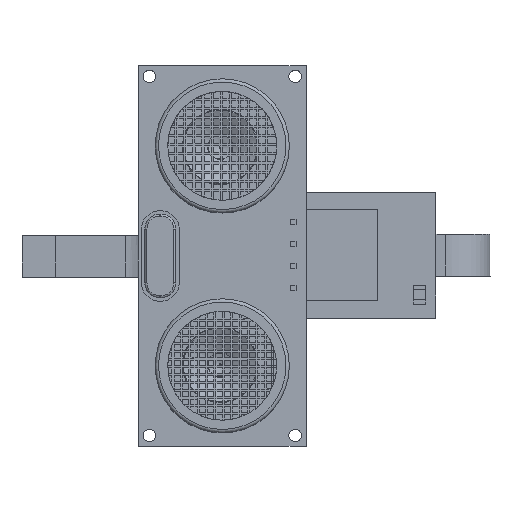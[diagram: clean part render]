
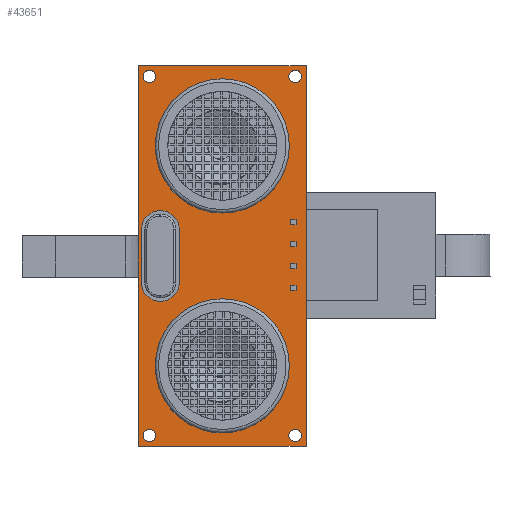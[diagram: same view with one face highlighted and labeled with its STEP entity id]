
A CAD part, top view. The second image highlights one B-rep face of the part: STEP entity #43651.
In plain terms, the highlighted planar face has unit normal (0, 0, 1).
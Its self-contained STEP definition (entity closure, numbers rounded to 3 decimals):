
#43083 = EDGE_CURVE('',#43084,#43084,#43086,.T.);
#43084 = VERTEX_POINT('',#43085);
#43085 = CARTESIAN_POINT('',(-22.175,8.7,1.61));
#43086 = CIRCLE('',#43087,0.75);
#43087 = AXIS2_PLACEMENT_3D('',#43088,#43089,#43090);
#43088 = CARTESIAN_POINT('',(-21.425,8.7,1.61));
#43089 = DIRECTION('',(0.,0.,-1.));
#43090 = DIRECTION('',(1.,0.,0.));
#43115 = EDGE_CURVE('',#43116,#43116,#43118,.T.);
#43116 = VERTEX_POINT('',#43117);
#43117 = CARTESIAN_POINT('',(20.675,-8.7,1.61));
#43118 = CIRCLE('',#43119,0.75);
#43119 = AXIS2_PLACEMENT_3D('',#43120,#43121,#43122);
#43120 = CARTESIAN_POINT('',(21.425,-8.7,1.61));
#43121 = DIRECTION('',(0.,0.,-1.));
#43122 = DIRECTION('',(1.,0.,0.));
#43147 = EDGE_CURVE('',#43148,#43148,#43150,.T.);
#43148 = VERTEX_POINT('',#43149);
#43149 = CARTESIAN_POINT('',(5.12,0.,1.61));
#43150 = CIRCLE('',#43151,8.);
#43151 = AXIS2_PLACEMENT_3D('',#43152,#43153,#43154);
#43152 = CARTESIAN_POINT('',(13.12,0.,1.61));
#43153 = DIRECTION('',(0.,0.,-1.));
#43154 = DIRECTION('',(1.,0.,0.));
#43190 = VERTEX_POINT('',#43191);
#43191 = CARTESIAN_POINT('',(-5.4,7.436,1.61));
#43197 = EDGE_CURVE('',#43198,#43190,#43200,.T.);
#43198 = VERTEX_POINT('',#43199);
#43199 = CARTESIAN_POINT('',(-5.4,7.336,1.61));
#43200 = LINE('',#43201,#43202);
#43201 = CARTESIAN_POINT('',(-5.4,7.336,1.61));
#43202 = VECTOR('',#43203,1.);
#43203 = DIRECTION('',(0.,1.,0.));
#43222 = VERTEX_POINT('',#43223);
#43223 = CARTESIAN_POINT('',(-3.2,5.136,1.61));
#43229 = EDGE_CURVE('',#43222,#43198,#43230,.T.);
#43230 = CIRCLE('',#43231,2.2);
#43231 = AXIS2_PLACEMENT_3D('',#43232,#43233,#43234);
#43232 = CARTESIAN_POINT('',(-3.2,7.336,1.61));
#43233 = DIRECTION('',(0.,0.,-1.));
#43234 = DIRECTION('',(-1.,0.,0.));
#43261 = EDGE_CURVE('',#43262,#43222,#43264,.T.);
#43262 = VERTEX_POINT('',#43263);
#43263 = CARTESIAN_POINT('',(3.2,5.136,1.61));
#43264 = LINE('',#43265,#43266);
#43265 = CARTESIAN_POINT('',(3.2,5.136,1.61));
#43266 = VECTOR('',#43267,1.);
#43267 = DIRECTION('',(-1.,0.,0.));
#43286 = VERTEX_POINT('',#43287);
#43287 = CARTESIAN_POINT('',(5.4,7.336,1.61));
#43293 = EDGE_CURVE('',#43286,#43262,#43294,.T.);
#43294 = CIRCLE('',#43295,2.2);
#43295 = AXIS2_PLACEMENT_3D('',#43296,#43297,#43298);
#43296 = CARTESIAN_POINT('',(3.2,7.336,1.61));
#43297 = DIRECTION('',(0.,0.,-1.));
#43298 = DIRECTION('',(0.,-1.,0.));
#43325 = EDGE_CURVE('',#43326,#43286,#43328,.T.);
#43326 = VERTEX_POINT('',#43327);
#43327 = CARTESIAN_POINT('',(5.4,7.436,1.61));
#43328 = LINE('',#43329,#43330);
#43329 = CARTESIAN_POINT('',(5.4,7.436,1.61));
#43330 = VECTOR('',#43331,1.);
#43331 = DIRECTION('',(0.,-1.,0.));
#43350 = VERTEX_POINT('',#43351);
#43351 = CARTESIAN_POINT('',(3.2,9.636,1.61));
#43357 = EDGE_CURVE('',#43350,#43326,#43358,.T.);
#43358 = CIRCLE('',#43359,2.2);
#43359 = AXIS2_PLACEMENT_3D('',#43360,#43361,#43362);
#43360 = CARTESIAN_POINT('',(3.2,7.436,1.61));
#43361 = DIRECTION('',(0.,0.,-1.));
#43362 = DIRECTION('',(1.,0.,0.));
#43389 = EDGE_CURVE('',#43390,#43350,#43392,.T.);
#43390 = VERTEX_POINT('',#43391);
#43391 = CARTESIAN_POINT('',(-3.2,9.636,1.61));
#43392 = LINE('',#43393,#43394);
#43393 = CARTESIAN_POINT('',(-3.2,9.636,1.61));
#43394 = VECTOR('',#43395,1.);
#43395 = DIRECTION('',(1.,0.,0.));
#43412 = EDGE_CURVE('',#43190,#43390,#43413,.T.);
#43413 = CIRCLE('',#43414,2.2);
#43414 = AXIS2_PLACEMENT_3D('',#43415,#43416,#43417);
#43415 = CARTESIAN_POINT('',(-3.2,7.436,1.61));
#43416 = DIRECTION('',(0.,0.,-1.));
#43417 = DIRECTION('',(0.,1.,0.));
#43435 = EDGE_CURVE('',#43436,#43436,#43438,.T.);
#43436 = VERTEX_POINT('',#43437);
#43437 = CARTESIAN_POINT('',(20.675,8.7,1.61));
#43438 = CIRCLE('',#43439,0.75);
#43439 = AXIS2_PLACEMENT_3D('',#43440,#43441,#43442);
#43440 = CARTESIAN_POINT('',(21.425,8.7,1.61));
#43441 = DIRECTION('',(0.,0.,-1.));
#43442 = DIRECTION('',(1.,0.,0.));
#43467 = EDGE_CURVE('',#43468,#43468,#43470,.T.);
#43468 = VERTEX_POINT('',#43469);
#43469 = CARTESIAN_POINT('',(-22.175,-8.7,1.61));
#43470 = CIRCLE('',#43471,0.75);
#43471 = AXIS2_PLACEMENT_3D('',#43472,#43473,#43474);
#43472 = CARTESIAN_POINT('',(-21.425,-8.7,1.61));
#43473 = DIRECTION('',(0.,0.,-1.));
#43474 = DIRECTION('',(1.,0.,0.));
#43499 = EDGE_CURVE('',#43500,#43500,#43502,.T.);
#43500 = VERTEX_POINT('',#43501);
#43501 = CARTESIAN_POINT('',(-21.12,0.,1.61));
#43502 = CIRCLE('',#43503,8.);
#43503 = AXIS2_PLACEMENT_3D('',#43504,#43505,#43506);
#43504 = CARTESIAN_POINT('',(-13.12,0.,1.61));
#43505 = DIRECTION('',(0.,0.,-1.));
#43506 = DIRECTION('',(1.,0.,0.));
#43542 = VERTEX_POINT('',#43543);
#43543 = CARTESIAN_POINT('',(-22.725,-10.,1.61));
#43549 = EDGE_CURVE('',#43550,#43542,#43552,.T.);
#43550 = VERTEX_POINT('',#43551);
#43551 = CARTESIAN_POINT('',(-22.725,10.,1.61));
#43552 = LINE('',#43553,#43554);
#43553 = CARTESIAN_POINT('',(-22.725,-10.,1.61));
#43554 = VECTOR('',#43555,1.);
#43555 = DIRECTION('',(0.,-1.,0.));
#43580 = EDGE_CURVE('',#43581,#43550,#43583,.T.);
#43581 = VERTEX_POINT('',#43582);
#43582 = CARTESIAN_POINT('',(22.725,10.,1.61));
#43583 = LINE('',#43584,#43585);
#43584 = CARTESIAN_POINT('',(-22.725,10.,1.61));
#43585 = VECTOR('',#43586,1.);
#43586 = DIRECTION('',(-1.,0.,0.));
#43611 = EDGE_CURVE('',#43612,#43581,#43614,.T.);
#43612 = VERTEX_POINT('',#43613);
#43613 = CARTESIAN_POINT('',(22.725,-10.,1.61));
#43614 = LINE('',#43615,#43616);
#43615 = CARTESIAN_POINT('',(22.725,10.,1.61));
#43616 = VECTOR('',#43617,1.);
#43617 = DIRECTION('',(0.,1.,0.));
#43640 = EDGE_CURVE('',#43542,#43612,#43641,.T.);
#43641 = LINE('',#43642,#43643);
#43642 = CARTESIAN_POINT('',(22.725,-10.,1.61));
#43643 = VECTOR('',#43644,1.);
#43644 = DIRECTION('',(1.,0.,0.));
#43651 = ADVANCED_FACE('',(#43652,#43658,#43661,#43664,#43667,#43677,
    #43680,#43683),#43686,.T.);
#43652 = FACE_BOUND('',#43653,.T.);
#43653 = EDGE_LOOP('',(#43654,#43655,#43656,#43657));
#43654 = ORIENTED_EDGE('',*,*,#43640,.T.);
#43655 = ORIENTED_EDGE('',*,*,#43611,.T.);
#43656 = ORIENTED_EDGE('',*,*,#43580,.T.);
#43657 = ORIENTED_EDGE('',*,*,#43549,.T.);
#43658 = FACE_BOUND('',#43659,.T.);
#43659 = EDGE_LOOP('',(#43660));
#43660 = ORIENTED_EDGE('',*,*,#43499,.T.);
#43661 = FACE_BOUND('',#43662,.T.);
#43662 = EDGE_LOOP('',(#43663));
#43663 = ORIENTED_EDGE('',*,*,#43467,.T.);
#43664 = FACE_BOUND('',#43665,.T.);
#43665 = EDGE_LOOP('',(#43666));
#43666 = ORIENTED_EDGE('',*,*,#43435,.T.);
#43667 = FACE_BOUND('',#43668,.T.);
#43668 = EDGE_LOOP('',(#43669,#43670,#43671,#43672,#43673,#43674,#43675,
    #43676));
#43669 = ORIENTED_EDGE('',*,*,#43412,.T.);
#43670 = ORIENTED_EDGE('',*,*,#43389,.T.);
#43671 = ORIENTED_EDGE('',*,*,#43357,.T.);
#43672 = ORIENTED_EDGE('',*,*,#43325,.T.);
#43673 = ORIENTED_EDGE('',*,*,#43293,.T.);
#43674 = ORIENTED_EDGE('',*,*,#43261,.T.);
#43675 = ORIENTED_EDGE('',*,*,#43229,.T.);
#43676 = ORIENTED_EDGE('',*,*,#43197,.T.);
#43677 = FACE_BOUND('',#43678,.T.);
#43678 = EDGE_LOOP('',(#43679));
#43679 = ORIENTED_EDGE('',*,*,#43147,.T.);
#43680 = FACE_BOUND('',#43681,.T.);
#43681 = EDGE_LOOP('',(#43682));
#43682 = ORIENTED_EDGE('',*,*,#43115,.T.);
#43683 = FACE_BOUND('',#43684,.T.);
#43684 = EDGE_LOOP('',(#43685));
#43685 = ORIENTED_EDGE('',*,*,#43083,.T.);
#43686 = PLANE('',#43687);
#43687 = AXIS2_PLACEMENT_3D('',#43688,#43689,#43690);
#43688 = CARTESIAN_POINT('',(0.,0.,1.61));
#43689 = DIRECTION('',(0.,0.,1.));
#43690 = DIRECTION('',(1.,0.,0.));
